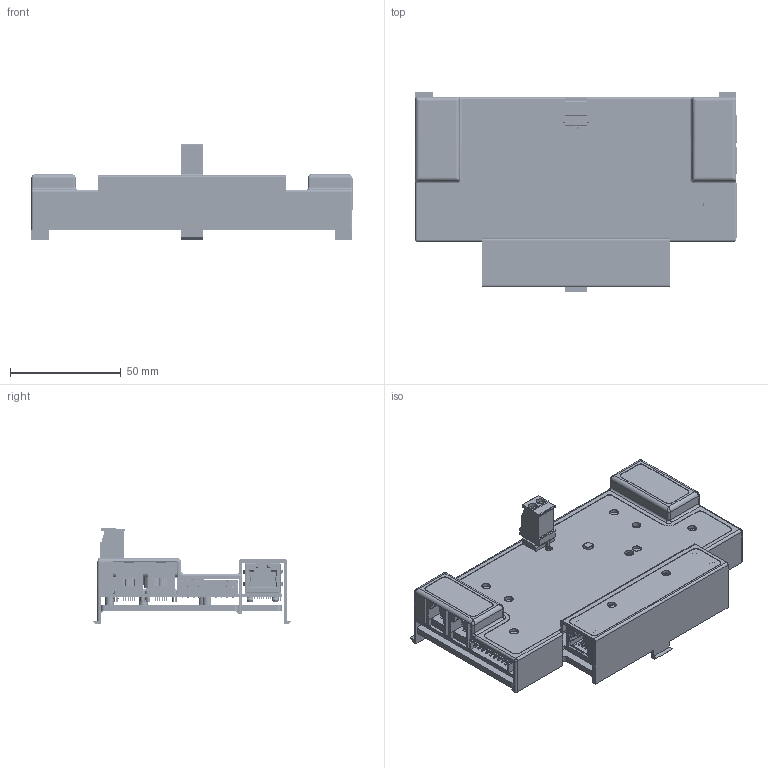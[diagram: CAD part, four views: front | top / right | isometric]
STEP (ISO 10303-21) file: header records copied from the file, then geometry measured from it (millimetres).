
FILE_DESCRIPTION(/* description */ (''),/* implementation_level */ '2;1');
FILE_NAME(/* name */ 'ConveyLinx HTF v8.step',/* time_stamp */ '2022-04-20T15:42:46-04:00',/* author */ (''),/* organization */ (''),/* preprocessor_version */ 'ST-DEVELOPER v18.1',/* originating_system */ 'Autodesk Translation Framework v10.14.0.1471',/* authorisation */ '');
FILE_SCHEMA (('AUTOMOTIVE_DESIGN { 1 0 10303 214 3 1 1 }'));
Products named in the file (38): ConveyLinx HTF; ConveyLinx Heatsink Assembly; ConveyLinx ERSC Heatsink V11; Heatsink Thread Insert; ConveyLinx ERSC HTF PCB; ConveyLinx ERSC PCB No Power Terminal; Board; SEN1B; SEN1A; SEN2A; D34; D35; LED_0806_GREEN; D7; LED_0806_RED; LS1A; LS2A; MS1; LS1B; LS2B; MS2; B1; TS-064_SMD; MS3; MS4; LED_KPHBM-R_G; SEN2B; RJ11-2; MOT1A; MOT1B; JST_SW3dPS-S_XH-A; ACC-M-RJE60-188-5X01-REVT1; Power Terminal PCB - HTF; Power Terminal Cable - HTF; ConveyLinx ERSC PCB Screw; Plastic Cover HTF; Label; ConveyLinx ERSC Enclosure V17
Assembly tree (56 placements, depth 5):
  ConveyLinx HTF
    ConveyLinx Heatsink Assembly
      Heatsink Thread Insert  x4
      ConveyLinx ERSC Heatsink V11
    ConveyLinx ERSC HTF PCB
      ConveyLinx ERSC PCB No Power Terminal
        Board
        SEN1B
          RJ11-2
        SEN1A
          RJ11-2
        SEN2A
          RJ11-2
        D34
          LED_0806_GREEN
        D35
          LED_0806_GREEN
        D7
          LED_0806_RED
        LS1A
          LED_KPHBM-R_G
        LS2A
          LED_KPHBM-R_G
        MS1
          LED_KPHBM-R_G
        LS1B
          LED_KPHBM-R_G
        LS2B
          LED_KPHBM-R_G
        MS2
          LED_KPHBM-R_G
        B1
          TS-064_SMD
        MS3
          LED_KPHBM-R_G
        MS4
          LED_KPHBM-R_G
        SEN2B
          RJ11-2
        MOT1A
          JST_SW3dPS-S_XH-A
        MOT1B
          JST_SW3dPS-S_XH-A
        ACC-M-RJE60-188-5X01-REVT1  x2
      Power Terminal PCB - HTF
      Power Terminal Cable - HTF
    ConveyLinx ERSC PCB Screw  x4
    Plastic Cover HTF
      Label
      ConveyLinx ERSC Enclosure V17
Bounding box: 145.41 x 89.98 x 43.32 mm (x, y, z)
Volume: 89026.4 mm3; surface area: 121520.8 mm2
Topology: 46 solids, 46 shells, 6287 faces, 17045 edges, 11006 vertices
Faces by surface type: plane 4585, cylinder 1263, bspline 292, cone 66, torus 50, sphere 31
Full cylindrical faces by diameter (mm): 0.15 x3, 0.434 x1, 0.457 x1, 0.5 x76, 0.6 x18, 0.7 x3, 0.8 x40, 0.889 x16, 1 x24, 1.4 x4, 1.5 x6, 2 x1, 2.1 x8, 2.35 x44, 2.4 x4, 2.529 x4, 2.8 x2, 3 x48, 3.2 x4, 3.5 x1, 3.783 x2, 4 x28, 5 x2, 6 x4
Entity records: 108135 total; most frequent: CARTESIAN_POINT 29261, ORIENTED_EDGE 16346, DIRECTION 15272, EDGE_CURVE 8173, LINE 6250, VECTOR 6250, VERTEX_POINT 5284, AXIS2_PLACEMENT_3D 4511
